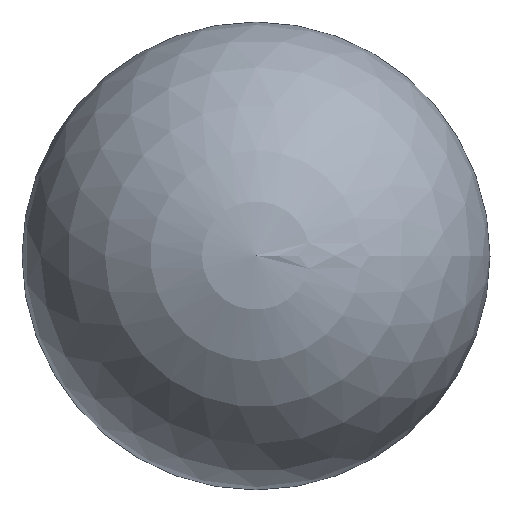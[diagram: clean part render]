
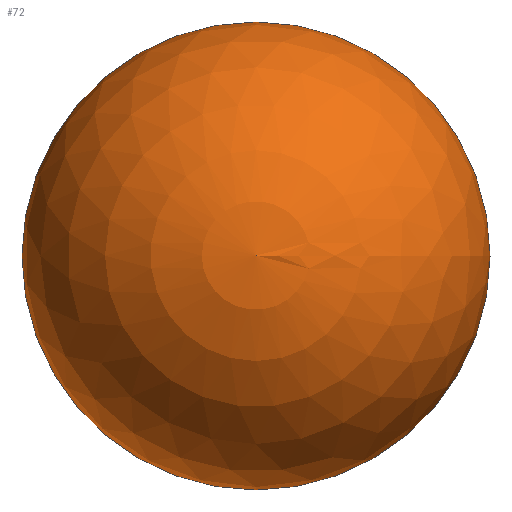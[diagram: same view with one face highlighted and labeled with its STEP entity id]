
A CAD part, top view. The second image highlights one B-rep face of the part: STEP entity #72.
In plain terms, the highlighted spherical face has radius 16 mm.
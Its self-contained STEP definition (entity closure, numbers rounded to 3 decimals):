
#72 = ADVANCED_FACE( '', ( #180 ), #181, .T. );
#180 = FACE_OUTER_BOUND( '', #342, .T. );
#181 = SPHERICAL_SURFACE( '', #343, 16. );
#342 = EDGE_LOOP( '', ( #505 ) );
#343 = AXIS2_PLACEMENT_3D( '', #506, #507, #508 );
#505 = ORIENTED_EDGE( '', *, *, #831, .F. );
#506 = CARTESIAN_POINT( '', ( 0., 0., 54. ) );
#507 = DIRECTION( '', ( 0., 0., 1. ) );
#508 = DIRECTION( '', ( 1., 0., 0. ) );
#831 = EDGE_CURVE( '', #959, #959, #960, .F. );
#959 = VERTEX_POINT( '', #1137 );
#960 = CIRCLE( '', #1138, 15.969 );
#1137 = CARTESIAN_POINT( '', ( 15.969, 0., 52.997 ) );
#1138 = AXIS2_PLACEMENT_3D( '', #1382, #1383, #1384 );
#1382 = CARTESIAN_POINT( '', ( 0., 0., 52.997 ) );
#1383 = DIRECTION( '', ( 0., 0., 1. ) );
#1384 = DIRECTION( '', ( 1., 0., 0. ) );
